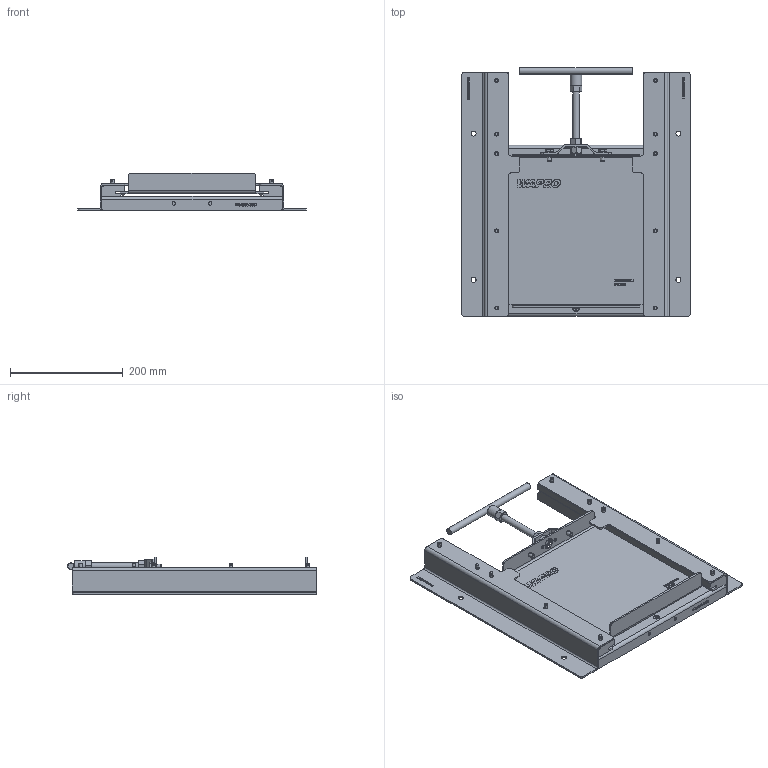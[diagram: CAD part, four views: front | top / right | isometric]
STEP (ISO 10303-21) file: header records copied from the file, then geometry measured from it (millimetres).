
FILE_DESCRIPTION (( 'STEP AP203' ), '1' );
FILE_NAME ('SPS-TL-200.STEP', '2024-08-14T08:11:44', ( '' ), ( '' ), 'SwSTEP 2.0', 'SolidWorks 2023', '' );
FILE_SCHEMA (( 'CONFIG_CONTROL_DESIGN' ));
Length unit declared in the file: millimetre
Products named in the file (1): SPS-TL-200
Bounding box: 406 x 442.2 x 66.64 mm (x, y, z)
Surface area: 748601.6 mm2 (no closed solid volume)
Topology: 0 solids, 77 shells, 590 faces, 2225 edges, 1784 vertices
Faces by surface type: plane 392, cylinder 109, cone 89
Full cylindrical faces by diameter (mm): 5 x1, 6 x14, 6.6 x2, 7 x10, 8 x2, 9 x6, 9.3 x1, 10 x4, 11.57 x6, 12 x2, 13 x2, 18 x4, 20 x2, 201 x1
Entity records: 31104 total; most frequent: CARTESIAN_POINT 13366, ORIENTED_EDGE 3568, DIRECTION 3046, EDGE_CURVE 2095, VERTEX_POINT 1744, AXIS2_PLACEMENT_3D 1027, LINE 992, VECTOR 992
